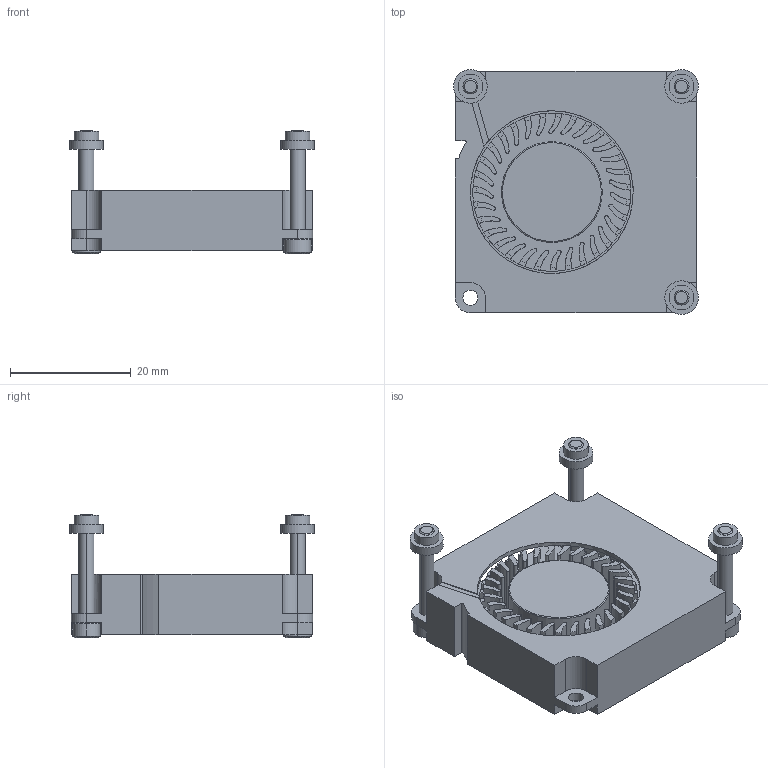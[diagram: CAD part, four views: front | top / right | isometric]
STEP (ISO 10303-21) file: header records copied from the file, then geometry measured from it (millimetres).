
FILE_DESCRIPTION(('FreeCAD Model'),'2;1');
FILE_NAME('Open CASCADE Shape Model','2024-02-18T13:14:10',('Author'),( ''),'Open CASCADE STEP processor 7.6','FreeCAD','Unknown');
FILE_SCHEMA(('AUTOMOTIVE_DESIGN { 1 0 10303 214 1 1 1 1 }'));
Length unit declared in the file: millimetre
Products named in the file (8): blower_fan_3; blowerFan_40mm_v2; screw2.5_001; screw2.5_002; screw2.5_003; nut; nut001; nut002
Assembly tree (7 placements, depth 2):
  blower_fan_3
    blowerFan_40mm_v2
    screw2.5_001
    screw2.5_002
    screw2.5_003
    nut
    nut001
    nut002
Bounding box: 40.56 x 40.56 x 20.5 mm (x, y, z)
Volume: 6561.5 mm3; surface area: 11612.1 mm2
Topology: 7 solids, 7 shells, 436 faces, 1131 edges, 720 vertices
Faces by surface type: cylinder 192, plane 180, cone 51, torus 13
Full cylindrical faces by diameter (mm): 2.5 x7, 4.09 x3, 5.56 x3, 16.7 x1, 25 x1, 26.2 x1, 27 x1
Entity records: 29856 total; most frequent: CARTESIAN_POINT 7085, DIRECTION 4502, ORIENTED_EDGE 2250, PCURVE 2250, DEFINITIONAL_REPRESENTATION 2250, LINE 2138, VECTOR 2138, EDGE_CURVE 1125
